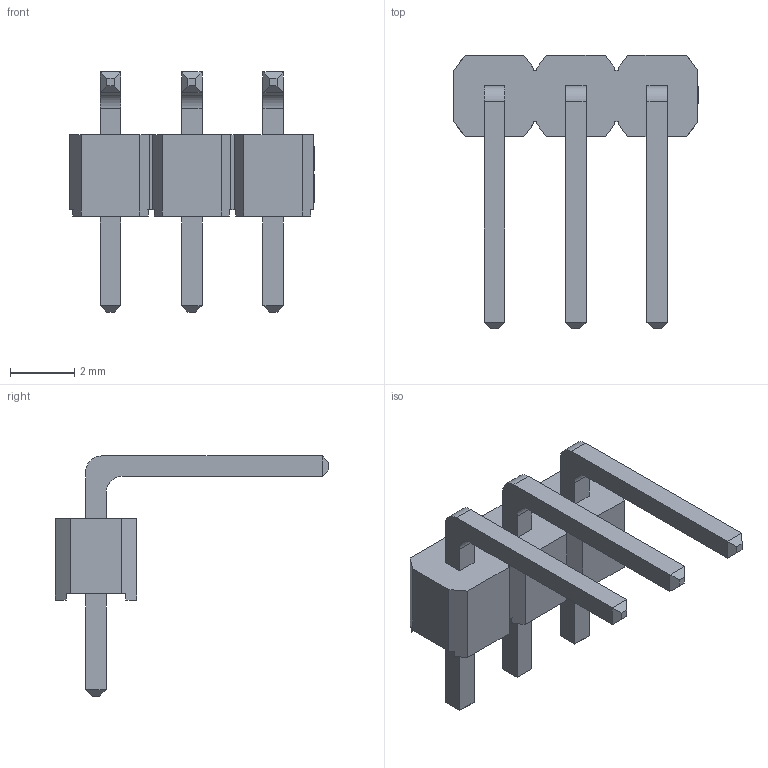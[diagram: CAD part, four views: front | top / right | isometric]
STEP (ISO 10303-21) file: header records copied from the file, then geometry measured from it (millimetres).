
FILE_DESCRIPTION (( 'STEP AP214' ), '1' );
FILE_NAME ('HDR-TH_3P-P2.54-M-WI-1X3P-R1.step', '2022-07-02T12:21:11', ( '' ), ( '' ), 'SwSTEP 2.0', 'SolidWorks 2020', '' );
FILE_SCHEMA (( 'AUTOMOTIVE_DESIGN' ));
Length unit declared in the file: millimetre
Products named in the file (1): HDR-TH_3P-P2.54-M-WI-1X3P-R1
Bounding box: 7.63 x 8.54 x 7.5 mm (x, y, z)
Volume: 58.5 mm3; surface area: 183.8 mm2
Topology: 1 solids, 1 shells, 396 faces, 1062 edges, 700 vertices
Faces by surface type: plane 276, bspline 114, cylinder 6
Entity records: 16602 total; most frequent: CARTESIAN_POINT 4521, ORIENTED_EDGE 2124, DIRECTION 1408, EDGE_CURVE 1062, VECTOR 818, LINE 818, VERTEX_POINT 700, EDGE_LOOP 428
